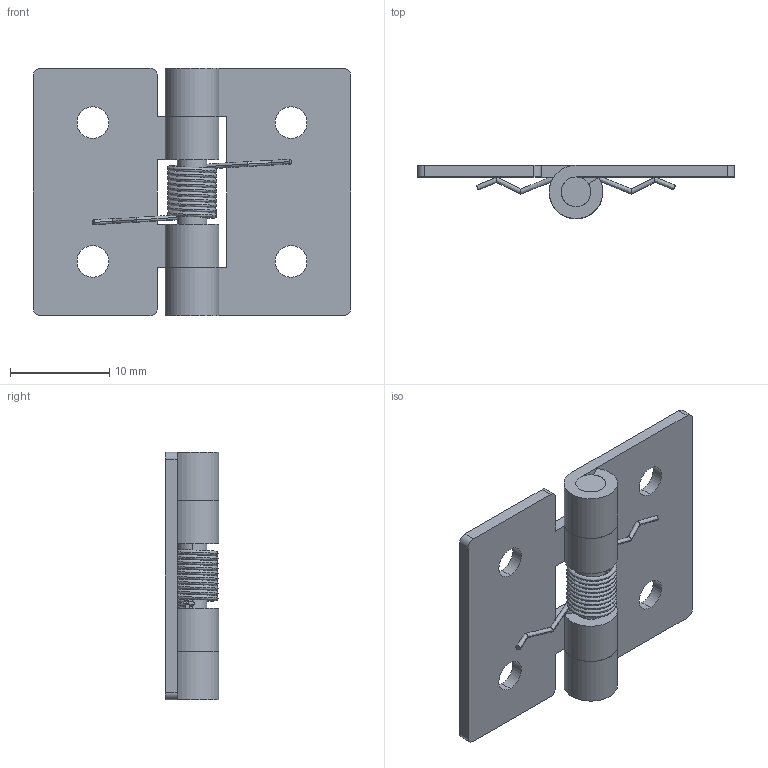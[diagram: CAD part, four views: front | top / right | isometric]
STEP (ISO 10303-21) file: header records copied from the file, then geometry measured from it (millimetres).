
FILE_DESCRIPTION( (''), '2;1');
FILE_NAME ('PC007.71640.TH_61SUS_1_0.8_24789.stp','2025-03-21T11:34:59',(''),(''),'spGate 19.8.4 (****-****-****-****)','','');
FILE_SCHEMA (('AUTOMOTIVE_DESIGN'));
Length unit declared in the file: millimetre
Products named in the file (5): Assembly; shaft; hinge piece_B; hinge piece_A; spring
Assembly tree (4 placements, depth 2):
  Assembly
    shaft
    hinge piece_B
    hinge piece_A
    spring
Bounding box: 32 x 5.39 x 25 mm (x, y, z)
Volume: 1241.7 mm3; surface area: 2590.4 mm2
Topology: 4 solids, 4 shells, 70 faces, 172 edges, 110 vertices
Faces by surface type: plane 28, cylinder 24, bspline 18
Entity records: 5566 total; most frequent: CARTESIAN_POINT 2524, ORIENTED_EDGE 344, DIRECTION 294, COLOUR_RGB 246, PRESENTATION_STYLE_ASSIGNMENT 246, STYLED_ITEM 246, EDGE_CURVE 172, DRAUGHTING_PRE_DEFINED_CURVE_FONT 172
